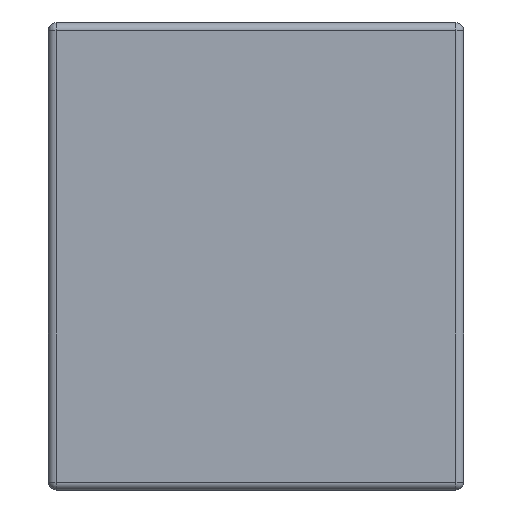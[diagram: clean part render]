
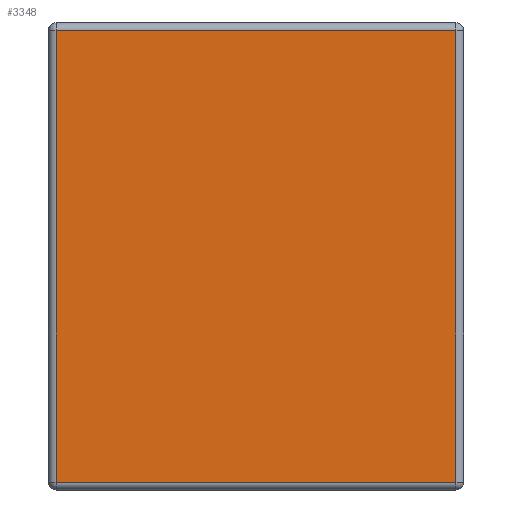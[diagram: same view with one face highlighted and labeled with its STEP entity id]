
A CAD part, left-side view. The second image highlights one B-rep face of the part: STEP entity #3348.
In plain terms, the highlighted planar face has unit normal (-1, 0, 0).
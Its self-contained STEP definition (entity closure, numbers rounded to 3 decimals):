
#293 = EDGE_CURVE ( 'NONE', #2103, #1156, #2778, .T. ) ;
#385 = CARTESIAN_POINT ( 'NONE',  ( -0.8, 0.385, 0.9 ) ) ;
#447 = VECTOR ( 'NONE', #1872, 1000. ) ;
#584 = DIRECTION ( 'NONE',  ( 0., -1., 0. ) ) ;
#855 = AXIS2_PLACEMENT_3D ( 'NONE', #6200, #4340, #5161 ) ;
#1156 = VERTEX_POINT ( 'NONE', #3802 ) ;
#1175 = DIRECTION ( 'NONE',  ( 0., 1., 0. ) ) ;
#1278 = EDGE_CURVE ( 'NONE', #2591, #5350, #3421, .T. ) ;
#1412 = EDGE_CURVE ( 'NONE', #5350, #2103, #3719, .T. ) ;
#1439 = EDGE_CURVE ( 'NONE', #1156, #2591, #2107, .T. ) ;
#1820 = ORIENTED_EDGE ( 'NONE', *, *, #293, .T. ) ;
#1857 = ORIENTED_EDGE ( 'NONE', *, *, #1439, .T. ) ;
#1872 = DIRECTION ( 'NONE',  ( 0., 0., -1. ) ) ;
#2103 = VERTEX_POINT ( 'NONE', #3589 ) ;
#2107 = LINE ( 'NONE', #3585, #5616 ) ;
#2429 = CARTESIAN_POINT ( 'NONE',  ( -0.8, 0.385, 0.885 ) ) ;
#2549 = ORIENTED_EDGE ( 'NONE', *, *, #1412, .T. ) ;
#2591 = VERTEX_POINT ( 'NONE', #2429 ) ;
#2778 = LINE ( 'NONE', #3266, #5410 ) ;
#2889 = VECTOR ( 'NONE', #584, 1000. ) ;
#3159 = FACE_OUTER_BOUND ( 'NONE', #5515, .T. ) ;
#3266 = CARTESIAN_POINT ( 'NONE',  ( -0.8, -0.385, 0.9 ) ) ;
#3348 = ADVANCED_FACE ( 'NONE', ( #3159 ), #4149, .F. ) ;
#3421 = LINE ( 'NONE', #385, #447 ) ;
#3585 = CARTESIAN_POINT ( 'NONE',  ( -0.8, 0.4, 0.885 ) ) ;
#3589 = CARTESIAN_POINT ( 'NONE',  ( -0.8, -0.385, 0.015 ) ) ;
#3719 = LINE ( 'NONE', #4715, #2889 ) ;
#3746 = ORIENTED_EDGE ( 'NONE', *, *, #1278, .T. ) ;
#3802 = CARTESIAN_POINT ( 'NONE',  ( -0.8, -0.385, 0.885 ) ) ;
#4149 = PLANE ( 'NONE',  #855 ) ;
#4340 = DIRECTION ( 'NONE',  ( 1., 0., 0. ) ) ;
#4715 = CARTESIAN_POINT ( 'NONE',  ( -0.8, 0.4, 0.015 ) ) ;
#5074 = CARTESIAN_POINT ( 'NONE',  ( -0.8, 0.385, 0.015 ) ) ;
#5161 = DIRECTION ( 'NONE',  ( 0., 1., 0. ) ) ;
#5275 = DIRECTION ( 'NONE',  ( 0., 0., 1. ) ) ;
#5350 = VERTEX_POINT ( 'NONE', #5074 ) ;
#5410 = VECTOR ( 'NONE', #5275, 1000. ) ;
#5515 = EDGE_LOOP ( 'NONE', ( #1857, #3746, #2549, #1820 ) ) ;
#5616 = VECTOR ( 'NONE', #1175, 1000. ) ;
#6200 = CARTESIAN_POINT ( 'NONE',  ( -0.8, 0.4, 0.9 ) ) ;
